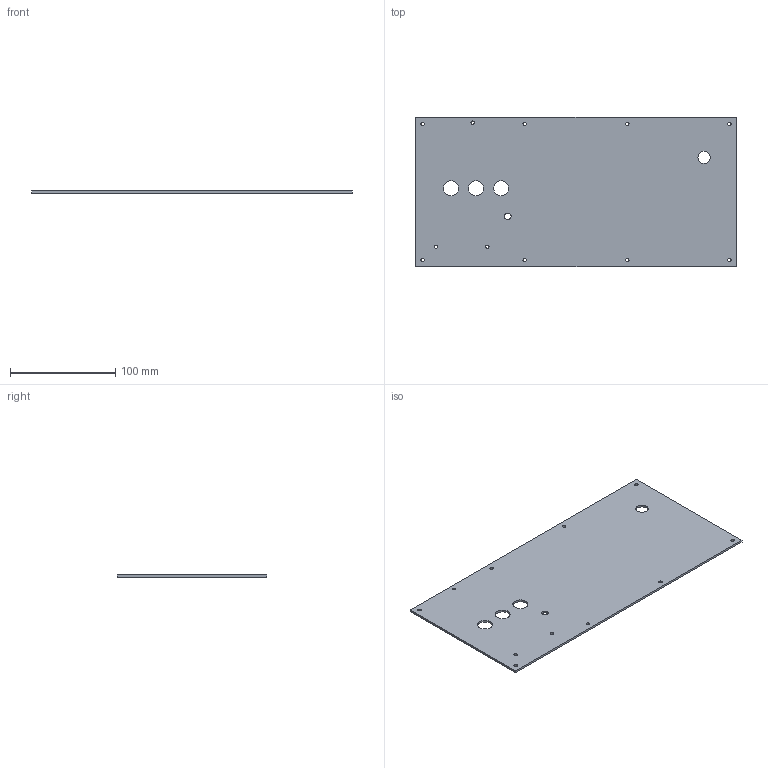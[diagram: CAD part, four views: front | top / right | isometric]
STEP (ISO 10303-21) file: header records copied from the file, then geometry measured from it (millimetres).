
FILE_DESCRIPTION(('HOOPS Exchange Step'),'2;1');
FILE_NAME('c5eb14fb8522a4f0f8bbb5f3a4d89c3a20200328-3288-iyznab.sldprt.step','2020-03-28T05:30:21+00:00',('converter2'),('Unknown organisation'),'HOOPS Exchange 2019.2','HOOPS Exchange','Unknown authorisation');
FILE_SCHEMA( ('AUTOMOTIVE_DESIGN { 1 0 10303 214 1 1 1 1 }') );
Length unit declared in the file: inch
Products named in the file (2): Default; c5eb14fb8522a4f0f8bbb5f3a4d89c3a20200328-3288-iyznab
Assembly tree (1 placements, depth 2):
  c5eb14fb8522a4f0f8bbb5f3a4d89c3a20200328-3288-iyznab
    Default
Bounding box: 304.8 x 142.24 x 2.03 mm (x, y, z)
Volume: 86660.3 mm3; surface area: 87724.1 mm2
Topology: 1 solids, 1 shells, 22 faces, 68 edges, 48 vertices
Faces by surface type: cylinder 16, plane 6
Full cylindrical faces by diameter (mm): 3.175 x11, 6.35 x1, 11.684 x1, 14.287 x3
Entity records: 913 total; most frequent: DIRECTION 158, CARTESIAN_POINT 141, ORIENTED_EDGE 136, EDGE_CURVE 68, AXIS2_PLACEMENT_3D 65, EDGE_LOOP 54, FACE_BOUND 54, VERTEX_POINT 48
